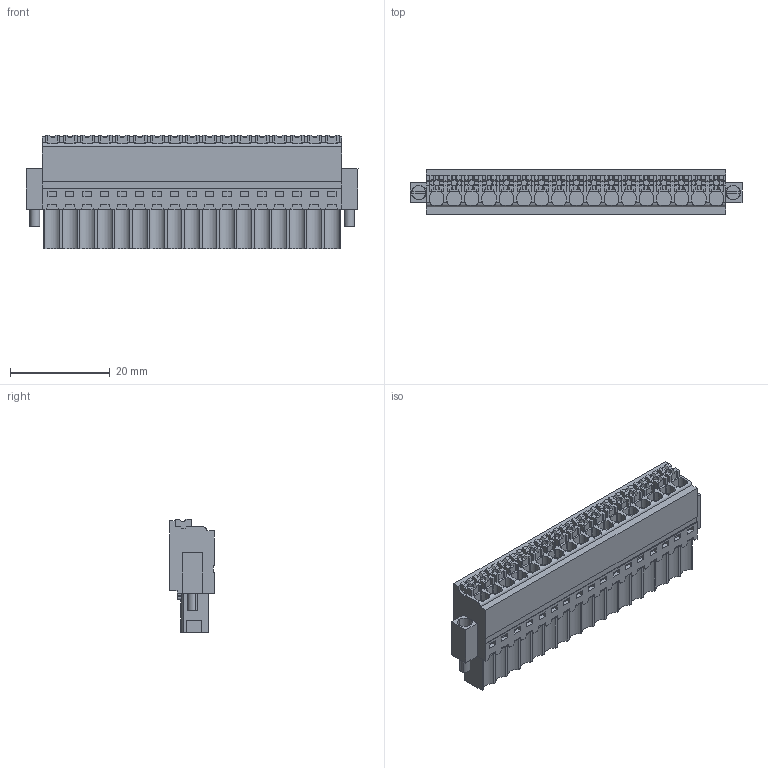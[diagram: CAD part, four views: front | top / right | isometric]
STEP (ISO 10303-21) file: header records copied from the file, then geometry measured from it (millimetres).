
FILE_DESCRIPTION(('CATIA V5R24 STEP','CAx-IF Rec.Pracs.--- Model Styling and Organization---1.2---2011-12-15'),'2;1');
FILE_NAME ('D1463137_0', '2018-03-16T12:46:28+00:00', ('Weidmueller Interface'), ('Weidmueller'), 'CATIA Version 5-6 Release 2014 SP4 HF52', 'CATIA V5 STEP AP214', 'none');
FILE_SCHEMA(('AUTOMOTIVE_DESIGN { 1 0 10303 214 1 1 1 1 }'));
Length unit declared in the file: millimetre
Products named in the file (1): 2537980000
Bounding box: 66.5 x 9 x 22.7 mm (x, y, z)
Volume: 8866.4 mm3; surface area: 7399.3 mm2
Topology: 20 solids, 20 shells, 1668 faces, 5020 edges, 3432 vertices
Faces by surface type: plane 1477, cylinder 191
Entity records: 53002 total; most frequent: CARTESIAN_POINT 10739, ORIENTED_EDGE 10040, DIRECTION 6746, EDGE_CURVE 5020, VECTOR 4256, LINE 4256, VERTEX_POINT 3432, EDGE_LOOP 1746
